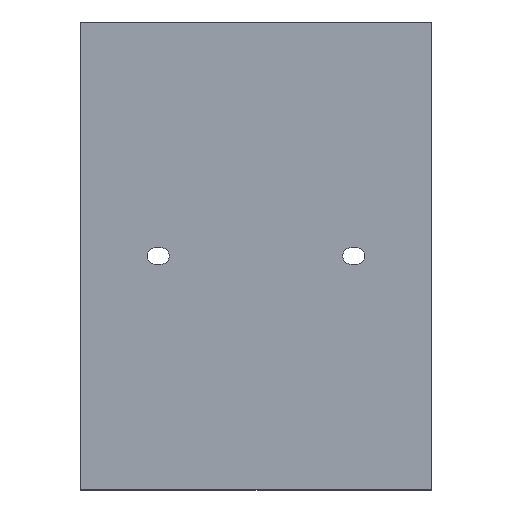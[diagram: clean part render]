
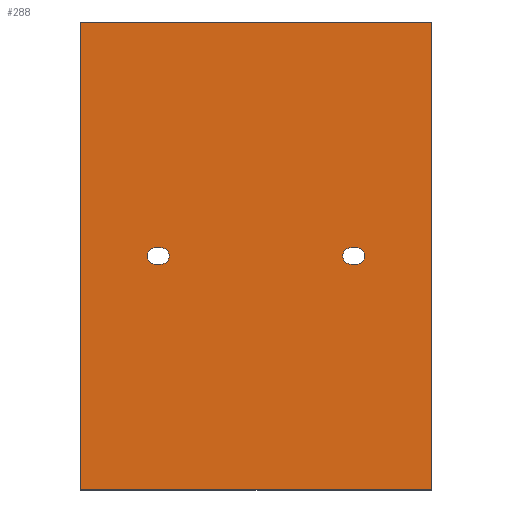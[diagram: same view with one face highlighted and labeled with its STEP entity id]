
A CAD part, top view. The second image highlights one B-rep face of the part: STEP entity #288.
In plain terms, the highlighted planar face has unit normal (0, 0, 1).
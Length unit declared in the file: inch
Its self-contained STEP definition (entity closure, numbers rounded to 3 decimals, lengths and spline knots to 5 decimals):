
#16=FACE_BOUND('',#58,.T.);
#17=FACE_BOUND('',#59,.T.);
#27=PLANE('',#312);
#41=FACE_OUTER_BOUND('',#57,.T.);
#57=EDGE_LOOP('',(#244,#245,#246,#247));
#58=EDGE_LOOP('',(#248,#249,#250,#251));
#59=EDGE_LOOP('',(#252,#253,#254,#255));
#62=LINE('',#399,#90);
#65=LINE('',#405,#93);
#68=LINE('',#412,#96);
#73=LINE('',#426,#101);
#80=LINE('',#448,#108);
#83=LINE('',#453,#111);
#85=LINE('',#457,#113);
#87=LINE('',#460,#115);
#90=VECTOR('',#325,0.09375);
#93=VECTOR('',#330,0.09375);
#96=VECTOR('',#335,0.09375);
#101=VECTOR('',#348,0.09375);
#108=VECTOR('',#371,8.);
#111=VECTOR('',#376,6.);
#113=VECTOR('',#380,8.);
#115=VECTOR('',#384,6.);
#116=CIRCLE('',#292,0.14063);
#118=CIRCLE('',#298,0.14063);
#121=CIRCLE('',#303,0.14063);
#123=CIRCLE('',#307,0.14063);
#124=VERTEX_POINT('',#389);
#125=VERTEX_POINT('',#390);
#128=VERTEX_POINT('',#398);
#130=VERTEX_POINT('',#404);
#132=VERTEX_POINT('',#410);
#133=VERTEX_POINT('',#411);
#136=VERTEX_POINT('',#419);
#138=VERTEX_POINT('',#425);
#144=VERTEX_POINT('',#446);
#145=VERTEX_POINT('',#447);
#146=VERTEX_POINT('',#452);
#147=VERTEX_POINT('',#456);
#148=EDGE_CURVE('',#124,#125,#116,.T.);
#152=EDGE_CURVE('',#128,#124,#62,.T.);
#155=EDGE_CURVE('',#125,#130,#65,.T.);
#158=EDGE_CURVE('',#132,#133,#68,.T.);
#162=EDGE_CURVE('',#136,#132,#118,.T.);
#165=EDGE_CURVE('',#138,#136,#73,.T.);
#169=EDGE_CURVE('',#130,#128,#121,.T.);
#175=EDGE_CURVE('',#133,#138,#123,.T.);
#176=EDGE_CURVE('',#144,#145,#80,.T.);
#179=EDGE_CURVE('',#145,#146,#83,.T.);
#181=EDGE_CURVE('',#146,#147,#85,.T.);
#183=EDGE_CURVE('',#147,#144,#87,.T.);
#244=ORIENTED_EDGE('',*,*,#176,.F.);
#245=ORIENTED_EDGE('',*,*,#183,.F.);
#246=ORIENTED_EDGE('',*,*,#181,.F.);
#247=ORIENTED_EDGE('',*,*,#179,.F.);
#248=ORIENTED_EDGE('',*,*,#155,.T.);
#249=ORIENTED_EDGE('',*,*,#169,.T.);
#250=ORIENTED_EDGE('',*,*,#152,.T.);
#251=ORIENTED_EDGE('',*,*,#148,.T.);
#252=ORIENTED_EDGE('',*,*,#158,.T.);
#253=ORIENTED_EDGE('',*,*,#175,.T.);
#254=ORIENTED_EDGE('',*,*,#165,.T.);
#255=ORIENTED_EDGE('',*,*,#162,.T.);
#288=ADVANCED_FACE('',(#41,#16,#17),#27,.T.);
#292=AXIS2_PLACEMENT_3D('',#391,#317,#318);
#298=AXIS2_PLACEMENT_3D('',#420,#341,#342);
#303=AXIS2_PLACEMENT_3D('',#432,#355,#356);
#307=AXIS2_PLACEMENT_3D('',#444,#367,#368);
#312=AXIS2_PLACEMENT_3D('',#461,#385,#386);
#317=DIRECTION('center_axis',(0.,0.,-1.));
#318=DIRECTION('ref_axis',(0.,-1.,0.));
#325=DIRECTION('',(1.,0.,0.));
#330=DIRECTION('',(-1.,0.,0.));
#335=DIRECTION('',(1.,0.,0.));
#341=DIRECTION('center_axis',(0.,0.,-1.));
#342=DIRECTION('ref_axis',(0.,-1.,0.));
#348=DIRECTION('',(-1.,0.,0.));
#355=DIRECTION('center_axis',(0.,0.,-1.));
#356=DIRECTION('ref_axis',(-1.,0.,0.));
#367=DIRECTION('center_axis',(0.,0.,-1.));
#368=DIRECTION('ref_axis',(-1.,0.,0.));
#371=DIRECTION('',(0.,1.,0.));
#376=DIRECTION('',(1.,0.,0.));
#380=DIRECTION('',(0.,-1.,0.));
#384=DIRECTION('',(-1.,0.,0.));
#385=DIRECTION('center_axis',(0.,0.,1.));
#386=DIRECTION('ref_axis',(1.,0.,0.));
#389=CARTESIAN_POINT('',(-1.625,0.14063,0.074));
#390=CARTESIAN_POINT('',(-1.625,-0.14063,0.074));
#391=CARTESIAN_POINT('Origin',(-1.625,0.,0.074));
#398=CARTESIAN_POINT('',(-1.71875,0.14063,0.074));
#399=CARTESIAN_POINT('',(-0.85937,0.14063,0.074));
#404=CARTESIAN_POINT('',(-1.71875,-0.14063,0.074));
#405=CARTESIAN_POINT('',(-0.8125,-0.14063,0.074));
#410=CARTESIAN_POINT('',(1.625,0.14062,0.074));
#411=CARTESIAN_POINT('',(1.71875,0.14062,0.074));
#412=CARTESIAN_POINT('',(0.8125,0.14063,0.074));
#419=CARTESIAN_POINT('',(1.625,-0.14063,0.074));
#420=CARTESIAN_POINT('Origin',(1.625,0.,0.074));
#425=CARTESIAN_POINT('',(1.71875,-0.14063,0.074));
#426=CARTESIAN_POINT('',(0.85937,-0.14063,0.074));
#432=CARTESIAN_POINT('Origin',(-1.71875,0.,0.074));
#444=CARTESIAN_POINT('Origin',(1.71875,0.,0.074));
#446=CARTESIAN_POINT('',(-3.,-4.,0.074));
#447=CARTESIAN_POINT('',(-3.,4.,0.074));
#448=CARTESIAN_POINT('',(-3.,-4.,0.074));
#452=CARTESIAN_POINT('',(3.,4.,0.074));
#453=CARTESIAN_POINT('',(-3.,4.,0.074));
#456=CARTESIAN_POINT('',(3.,-4.,0.074));
#457=CARTESIAN_POINT('',(3.,4.,0.074));
#460=CARTESIAN_POINT('',(3.,-4.,0.074));
#461=CARTESIAN_POINT('Origin',(0.,0.,
0.074));
